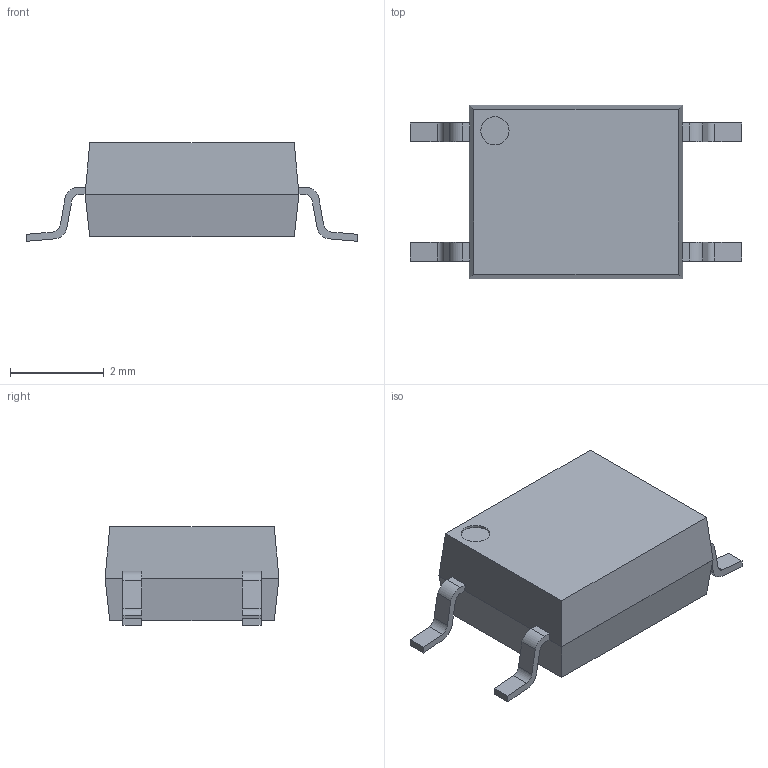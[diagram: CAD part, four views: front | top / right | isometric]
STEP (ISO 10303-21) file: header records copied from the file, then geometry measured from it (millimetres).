
FILE_DESCRIPTION(('FreeCAD Model'),'2;1');
FILE_NAME('Open CASCADE Shape Model','2024-05-03T20:45:45',(''),(''), 'Open CASCADE STEP processor 7.7','FreeCAD','Unknown');
FILE_SCHEMA(('AUTOMOTIVE_DESIGN { 1 0 10303 214 1 1 1 1 }'));
Length unit declared in the file: millimetre
Products named in the file (6): Unnamed; Body; Array; Pad001; Array001; Pad001 (Mirror #1)
Assembly tree (9 placements, depth 3):
  Unnamed
    Body
    Array
      Pad001  x2
    Pad001
    Array001
      Pad001 (Mirror #1)  x2
    Pad001 (Mirror #1)
Bounding box: 7.05 x 3.7 x 2.1 mm (x, y, z)
Volume: 32.7 mm3; surface area: 76.4 mm2
Topology: 7 solids, 7 shells, 100 faces, 247 edges, 162 vertices
Faces by surface type: plane 75, cylinder 25
Full cylindrical faces by diameter (mm): 0.6 x1
Entity records: 1402 total; most frequent: DIRECTION 229, CARTESIAN_POINT 223, ORIENTED_EDGE 206, EDGE_CURVE 103, LINE 85, VECTOR 85, AXIS2_PLACEMENT_3D 72, VERTEX_POINT 66
